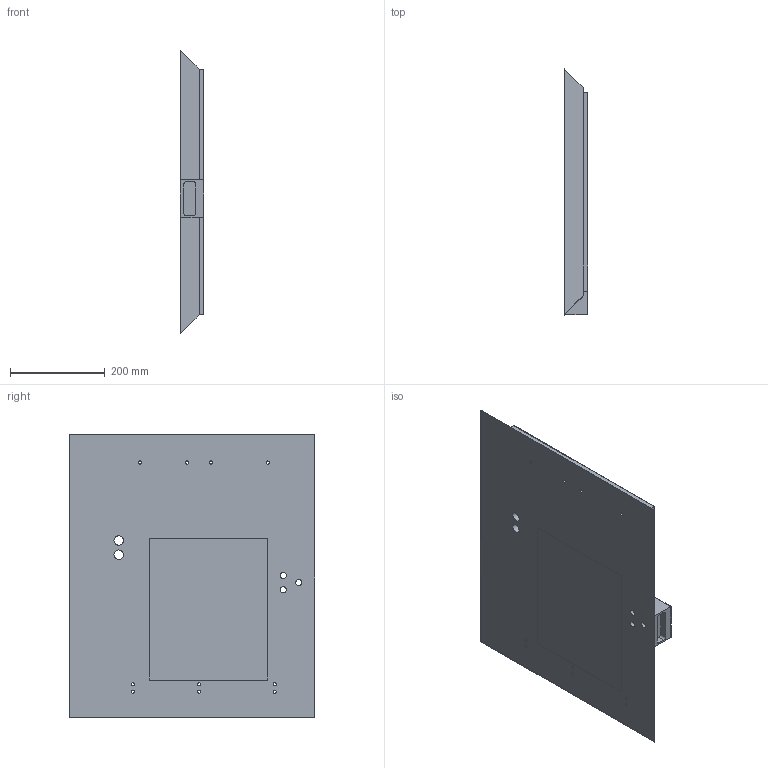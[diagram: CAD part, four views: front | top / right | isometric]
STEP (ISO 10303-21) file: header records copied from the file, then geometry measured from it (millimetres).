
FILE_DESCRIPTION(('FreeCAD Model'),'2;1');
FILE_NAME('Open CASCADE Shape Model','2024-10-15T08:11:33',(''),(''), 'Open CASCADE STEP processor 7.6','FreeCAD','Unknown');
FILE_SCHEMA(('CONFIG_CONTROL_DESIGN','SHAPE_APPEARANCE_LAYER_MIM'));
Length unit declared in the file: millimetre
Products named in the file (4): BoxLeftSideWall; OuterSkinL; GoamCoreL; InnerSkinL
Assembly tree (3 placements, depth 2):
  BoxLeftSideWall
    OuterSkinL
    GoamCoreL
    InnerSkinL
Bounding box: 50 x 520 x 600 mm (x, y, z)
Volume: 12816627.2 mm3; surface area: 1465693.8 mm2
Topology: 3 solids, 3 shells, 100 faces, 273 edges, 180 vertices
Faces by surface type: plane 51, cylinder 49
Full cylindrical faces by diameter (mm): 6.4 x18, 6.7 x12, 13 x9, 20 x6
Entity records: 3546 total; most frequent: DIRECTION 579, CARTESIAN_POINT 557, ORIENTED_EDGE 546, EDGE_CURVE 273, AXIS2_PLACEMENT_3D 202, FACE_BOUND 195, EDGE_LOOP 195, VERTEX_POINT 180
